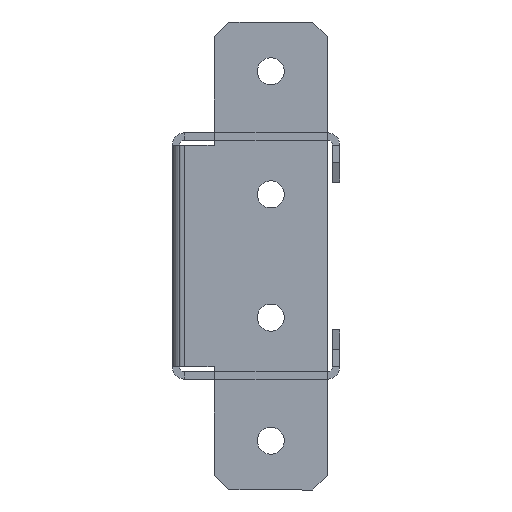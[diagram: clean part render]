
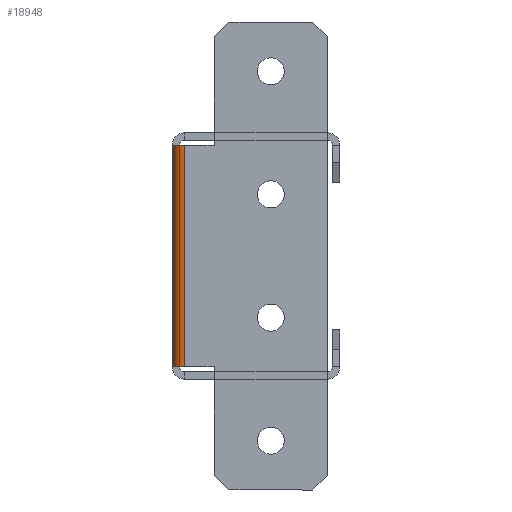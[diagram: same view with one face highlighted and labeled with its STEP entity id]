
A CAD part, left-side view. The second image highlights one B-rep face of the part: STEP entity #18948.
In plain terms, the highlighted cylindrical face has radius 2.5 mm (diameter 5 mm), a partial arc.
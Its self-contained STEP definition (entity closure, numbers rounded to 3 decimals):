
#2097 = DIRECTION ( 'NONE',  ( 0., 0., -1. ) ) ;
#2382 = CARTESIAN_POINT ( 'NONE',  ( -847., 0., 22.5 ) ) ;
#6968 = AXIS2_PLACEMENT_3D ( 'NONE', #61512, #2097, #41946 ) ;
#7900 = ORIENTED_EDGE ( 'NONE', *, *, #12487, .T. ) ;
#7932 = ORIENTED_EDGE ( 'NONE', *, *, #47011, .F. ) ;
#12288 = EDGE_CURVE ( 'NONE', #52084, #27368, #29912, .T. ) ;
#12487 = EDGE_CURVE ( 'NONE', #52084, #45160, #28537, .T. ) ;
#12499 = AXIS2_PLACEMENT_3D ( 'NONE', #49839, #39424, #44960 ) ;
#12807 = LINE ( 'NONE', #2382, #16581 ) ;
#13649 = CARTESIAN_POINT ( 'NONE',  ( -849.5, -2.5, 22.5 ) ) ;
#14559 = CARTESIAN_POINT ( 'NONE',  ( -849.5, -2.5, -22.5 ) ) ;
#16581 = VECTOR ( 'NONE', #18029, 1000. ) ;
#18029 = DIRECTION ( 'NONE',  ( 0., 0., -1. ) ) ;
#18075 = DIRECTION ( 'NONE',  ( 0., 0., 1. ) ) ;
#18948 = ADVANCED_FACE ( 'NONE', ( #49841 ), #25044, .T. ) ;
#20140 = CARTESIAN_POINT ( 'NONE',  ( -847., -2.5, -22.5 ) ) ;
#24573 = ORIENTED_EDGE ( 'NONE', *, *, #37832, .T. ) ;
#25044 = CYLINDRICAL_SURFACE ( 'NONE', #45961, 2.5 ) ;
#27368 = VERTEX_POINT ( 'NONE', #58901 ) ;
#28537 = LINE ( 'NONE', #42254, #30993 ) ;
#29912 = CIRCLE ( 'NONE', #6968, 2.5 ) ;
#30993 = VECTOR ( 'NONE', #18075, 1000. ) ;
#35297 = CARTESIAN_POINT ( 'NONE',  ( -847., 0., 22.5 ) ) ;
#37832 = EDGE_CURVE ( 'NONE', #52410, #27368, #12807, .T. ) ;
#39424 = DIRECTION ( 'NONE',  ( 0., 0., 1. ) ) ;
#40079 = DIRECTION ( 'NONE',  ( 0., 0., -1. ) ) ;
#41946 = DIRECTION ( 'NONE',  ( 0., 1., 0. ) ) ;
#42254 = CARTESIAN_POINT ( 'NONE',  ( -849.5, -2.5, 22.5 ) ) ;
#42705 = ORIENTED_EDGE ( 'NONE', *, *, #12288, .F. ) ;
#44960 = DIRECTION ( 'NONE',  ( 0., 1., 0. ) ) ;
#45160 = VERTEX_POINT ( 'NONE', #13649 ) ;
#45961 = AXIS2_PLACEMENT_3D ( 'NONE', #20140, #40079, #59954 ) ;
#47011 = EDGE_CURVE ( 'NONE', #52410, #45160, #55232, .T. ) ;
#49839 = CARTESIAN_POINT ( 'NONE',  ( -847., -2.5, 22.5 ) ) ;
#49841 = FACE_OUTER_BOUND ( 'NONE', #54817, .T. ) ;
#52084 = VERTEX_POINT ( 'NONE', #14559 ) ;
#52410 = VERTEX_POINT ( 'NONE', #35297 ) ;
#54817 = EDGE_LOOP ( 'NONE', ( #24573, #42705, #7900, #7932 ) ) ;
#55232 = CIRCLE ( 'NONE', #12499, 2.5 ) ;
#58901 = CARTESIAN_POINT ( 'NONE',  ( -847., 0., -22.5 ) ) ;
#59954 = DIRECTION ( 'NONE',  ( -1., 0., 0. ) ) ;
#61512 = CARTESIAN_POINT ( 'NONE',  ( -847., -2.5, -22.5 ) ) ;
